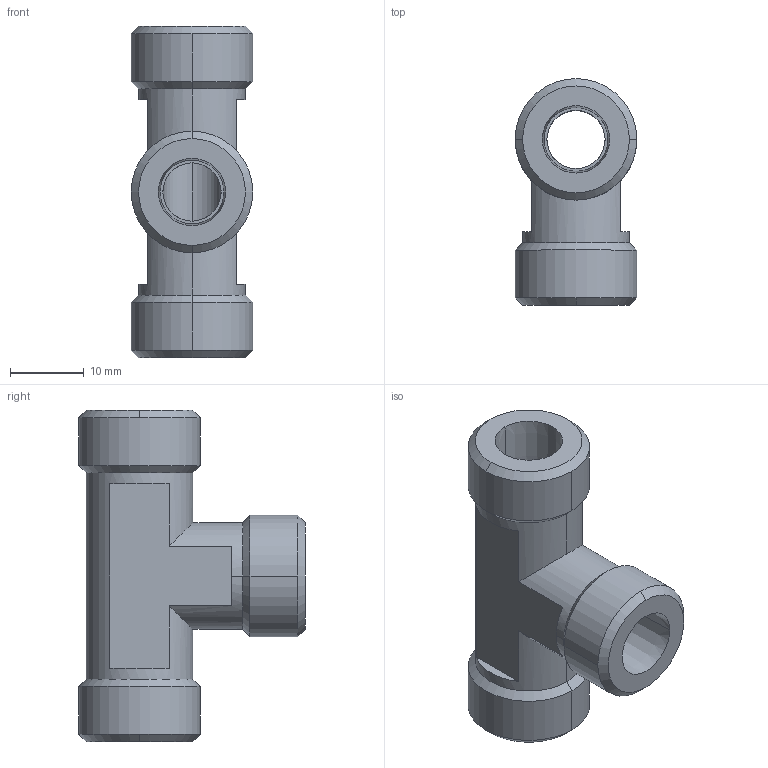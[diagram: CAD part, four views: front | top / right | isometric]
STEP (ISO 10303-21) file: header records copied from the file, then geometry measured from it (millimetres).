
FILE_DESCRIPTION(('STEP AP214'),'1');
FILE_NAME('0145_10_10.stp','2016-07-07T14:22:39',('TraceParts'),('TraceParts S.A.'),'Spatial InterOp 3D',' ',' ');
FILE_SCHEMA(('automotive_design'));
Length unit declared in the file: millimetre
Products named in the file (1): Import_e1
Bounding box: 16.5 x 30.75 x 45 mm (x, y, z)
Volume: 7299.6 mm3; surface area: 4878.2 mm2
Topology: 1 solids, 1 shells, 46 faces, 121 edges, 79 vertices
Faces by surface type: cone 18, cylinder 14, plane 14
Entity records: 1849 total; most frequent: CARTESIAN_POINT 271, DIRECTION 270, ORIENTED_EDGE 242, EDGE_CURVE 121, AXIS2_PLACEMENT_3D 110, VERTEX_POINT 79, CIRCLE 63, EDGE_LOOP 52
